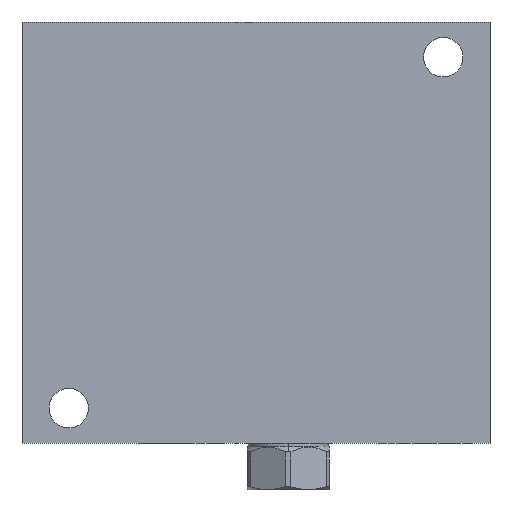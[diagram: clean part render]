
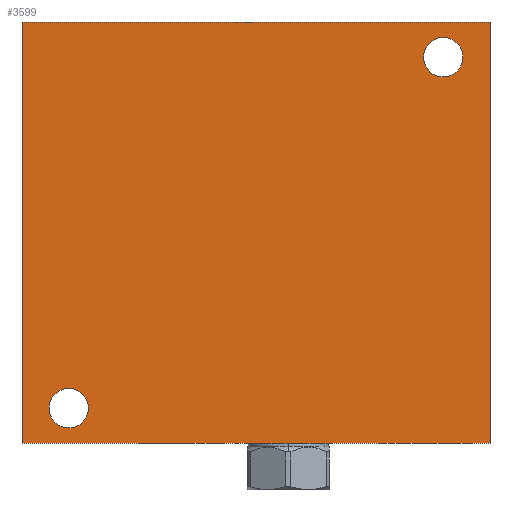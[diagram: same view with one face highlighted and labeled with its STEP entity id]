
A CAD part, left-side view. The second image highlights one B-rep face of the part: STEP entity #3599.
In plain terms, the highlighted planar face has unit normal (-1, 0, 0).
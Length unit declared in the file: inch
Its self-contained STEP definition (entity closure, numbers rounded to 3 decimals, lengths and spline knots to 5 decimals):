
#1=DIRECTION('',(0.,-1.,0.));
#2=VECTOR('',#1,5.);
#3=CARTESIAN_POINT('',(0.,0.,0.));
#4=LINE('',#3,#2);
#47=DIRECTION('',(0.,0.,1.));
#48=VECTOR('',#47,4.5);
#49=CARTESIAN_POINT('',(0.,0.,0.));
#50=LINE('',#49,#48);
#51=CARTESIAN_POINT('',(0.,-4.5,4.125));
#52=DIRECTION('',(-1.,0.,0.));
#53=DIRECTION('',(0.,1.,0.));
#54=AXIS2_PLACEMENT_3D('',#51,#52,#53);
#56=CARTESIAN_POINT('',(0.,-4.5,4.125));
#57=DIRECTION('',(-1.,0.,0.));
#58=DIRECTION('',(0.,-1.,0.));
#59=AXIS2_PLACEMENT_3D('',#56,#57,#58);
#61=CARTESIAN_POINT('',(0.,-0.5,0.375));
#62=DIRECTION('',(-1.,0.,0.));
#63=DIRECTION('',(0.,1.,0.));
#64=AXIS2_PLACEMENT_3D('',#61,#62,#63);
#66=CARTESIAN_POINT('',(0.,-0.5,0.375));
#67=DIRECTION('',(-1.,0.,0.));
#68=DIRECTION('',(0.,-1.,0.));
#69=AXIS2_PLACEMENT_3D('',#66,#67,#68);
#139=DIRECTION('',(0.,0.,1.));
#140=VECTOR('',#139,4.5);
#141=CARTESIAN_POINT('',(0.,-5.,0.));
#142=LINE('',#141,#140);
#163=DIRECTION('',(0.,-1.,0.));
#164=VECTOR('',#163,5.);
#165=CARTESIAN_POINT('',(0.,0.,4.5));
#166=LINE('',#165,#164);
#3101=CARTESIAN_POINT('',(0.,0.,0.));
#3102=CARTESIAN_POINT('',(0.,-5.,0.));
#3103=VERTEX_POINT('',#3101);
#3104=VERTEX_POINT('',#3102);
#3109=CARTESIAN_POINT('',(0.,0.,4.5));
#3110=CARTESIAN_POINT('',(0.,-5.,4.5));
#3111=VERTEX_POINT('',#3109);
#3112=VERTEX_POINT('',#3110);
#3253=CARTESIAN_POINT('',(0.,-4.289,4.125));
#3254=CARTESIAN_POINT('',(0.,-4.711,4.125));
#3255=VERTEX_POINT('',#3253);
#3256=VERTEX_POINT('',#3254);
#3261=CARTESIAN_POINT('',(0.,-0.289,0.375));
#3262=CARTESIAN_POINT('',(0.,-0.711,0.375));
#3263=VERTEX_POINT('',#3261);
#3264=VERTEX_POINT('',#3262);
#3573=CARTESIAN_POINT('',(0.,0.,0.));
#3574=DIRECTION('',(-1.,0.,0.));
#3575=DIRECTION('',(0.,-1.,0.));
#3576=AXIS2_PLACEMENT_3D('',#3573,#3574,#3575);
#3577=PLANE('',#3576);
#3578=ORIENTED_EDGE('',*,*,#3544,.F.);
#3580=ORIENTED_EDGE('',*,*,#3579,.T.);
#3582=ORIENTED_EDGE('',*,*,#3581,.T.);
#3584=ORIENTED_EDGE('',*,*,#3583,.F.);
#3585=EDGE_LOOP('',(#3578,#3580,#3582,#3584));
#3586=FACE_OUTER_BOUND('',#3585,.F.);
#3588=ORIENTED_EDGE('',*,*,#3587,.T.);
#3590=ORIENTED_EDGE('',*,*,#3589,.T.);
#3591=EDGE_LOOP('',(#3588,#3590));
#3592=FACE_BOUND('',#3591,.F.);
#3594=ORIENTED_EDGE('',*,*,#3593,.T.);
#3596=ORIENTED_EDGE('',*,*,#3595,.T.);
#3597=EDGE_LOOP('',(#3594,#3596));
#3598=FACE_BOUND('',#3597,.F.);
#3599=ADVANCED_FACE('',(#3586,#3592,#3598),#3577,.T.);
#55=CIRCLE('',#54,0.211);
#60=CIRCLE('',#59,0.211);
#65=CIRCLE('',#64,0.211);
#70=CIRCLE('',#69,0.211);
#3544=EDGE_CURVE('',#3103,#3104,#4,.T.);
#3579=EDGE_CURVE('',#3103,#3111,#50,.T.);
#3581=EDGE_CURVE('',#3111,#3112,#166,.T.);
#3583=EDGE_CURVE('',#3104,#3112,#142,.T.);
#3587=EDGE_CURVE('',#3255,#3256,#55,.T.);
#3589=EDGE_CURVE('',#3256,#3255,#60,.T.);
#3593=EDGE_CURVE('',#3263,#3264,#65,.T.);
#3595=EDGE_CURVE('',#3264,#3263,#70,.T.);
